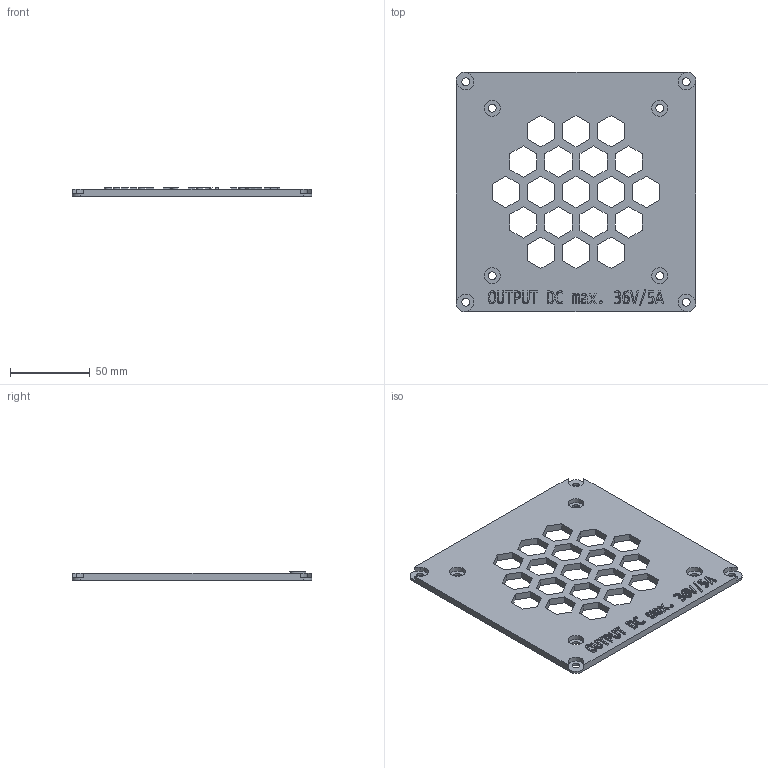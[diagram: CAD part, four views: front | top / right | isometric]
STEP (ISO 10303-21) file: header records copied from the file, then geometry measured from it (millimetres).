
FILE_DESCRIPTION(('FreeCAD Model'),'2;1');
FILE_NAME( '2020-07-10T11:23:58',('Author'),(''), 'Open CASCADE STEP processor 7.3','FreeCAD','Unknown');
FILE_SCHEMA(('AUTOMOTIVE_DESIGN { 1 0 10303 214 1 1 1 1 }'));
Length unit declared in the file: millimetre
Products named in the file (1): Deckel
Bounding box: 150 x 150 x 5.5 mm (x, y, z)
Volume: 77679.6 mm3; surface area: 44078.5 mm2
Topology: 1 solids, 1 shells, 348 faces, 959 edges, 641 vertices
Faces by surface type: plane 245, extrusion 83, cylinder 20
Full cylindrical faces by diameter (mm): 5 x8, 10 x4
Entity records: 26874 total; most frequent: CARTESIAN_POINT 9049, DIRECTION 2654, VECTOR 2013, LINE 1930, ORIENTED_EDGE 1918, PCURVE 1918, DEFINITIONAL_REPRESENTATION 1918, EDGE_CURVE 959
